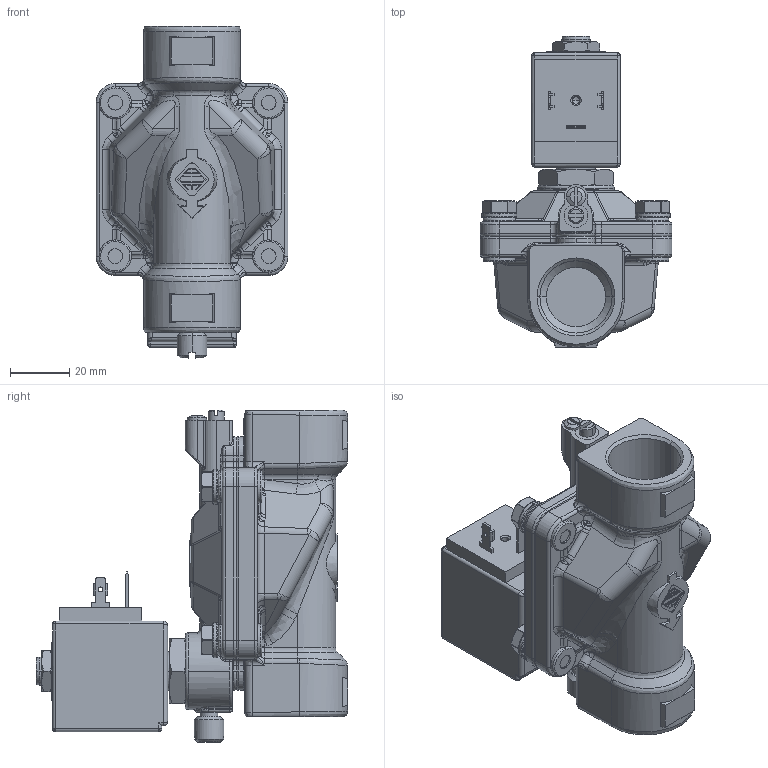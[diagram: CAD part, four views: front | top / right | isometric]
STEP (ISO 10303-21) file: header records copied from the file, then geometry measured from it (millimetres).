
FILE_DESCRIPTION (( 'STEP AP203' ), '1' );
FILE_NAME ('21WN5K1E190-10T5-A.step', '2020-04-28T18:27:21', ( '' ), ( '' ), 'SwSTEP 2.0', 'SolidWorks 2019', '' );
FILE_SCHEMA (( 'CONFIG_CONTROL_DESIGN' ));
Products named in the file (1): 21WN5K1E190-10T5-A
Bounding box: 65 x 105.4 x 112.5 mm (x, y, z)
Volume: 191896.3 mm3; surface area: 63019.7 mm2
Topology: 17 solids, 23 shells, 1710 faces, 4181 edges, 2488 vertices
Faces by surface type: bspline 606, cylinder 524, plane 448, cone 108, torus 24
Entity records: 77112 total; most frequent: CARTESIAN_POINT 42701, ORIENTED_EDGE 8222, DIRECTION 5720, EDGE_CURVE 4111, VERTEX_POINT 2488, AXIS2_PLACEMENT_3D 2159, EDGE_LOOP 1781, FACE_OUTER_BOUND 1710
